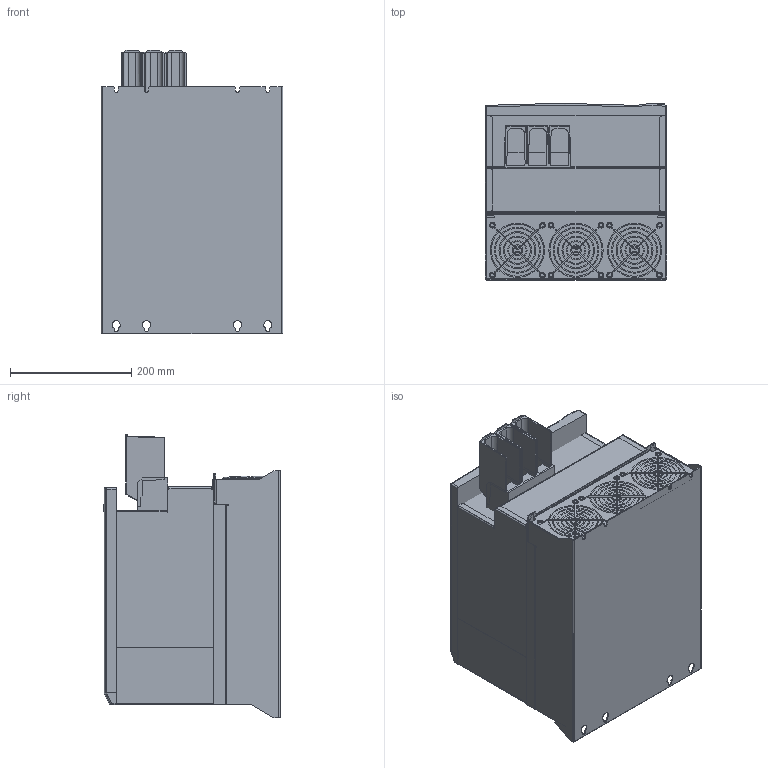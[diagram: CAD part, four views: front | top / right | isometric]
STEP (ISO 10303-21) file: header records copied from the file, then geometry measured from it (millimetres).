
FILE_DESCRIPTION (( 'STEP AP214' ), '1' );
FILE_NAME ('G0H6000-AD24 COMBIVERT MIT KÜHLKÖRPER.STEP', '2014-06-18T14:42:30', ( '' ), ( '' ), 'SwSTEP 2.0', 'SolidWorks 2013', '' );
FILE_SCHEMA (( 'AUTOMOTIVE_DESIGN' ));
Length unit declared in the file: millimetre
Products named in the file (1): G0H6000-AD24 COMBIVERT MIT K軫LK烼PER
Bounding box: 299 x 290.1 x 467.51 mm (x, y, z)
Surface area: 1357220.7 mm2 (no closed solid volume)
Topology: 0 solids, 89 shells, 683 faces, 2350 edges, 1678 vertices
Faces by surface type: plane 399, cylinder 171, torus 58, bspline 49, cone 6
Full cylindrical faces by diameter (mm): 1 x3, 1.778 x24, 2.5 x2, 4.2 x2, 5 x2
Entity records: 33328 total; most frequent: CARTESIAN_POINT 7173, DIRECTION 3680, ORIENTED_EDGE 3335, EDGE_CURVE 2204, VERTEX_POINT 1650, LINE 1606, VECTOR 1606, AXIS2_PLACEMENT_3D 1037
